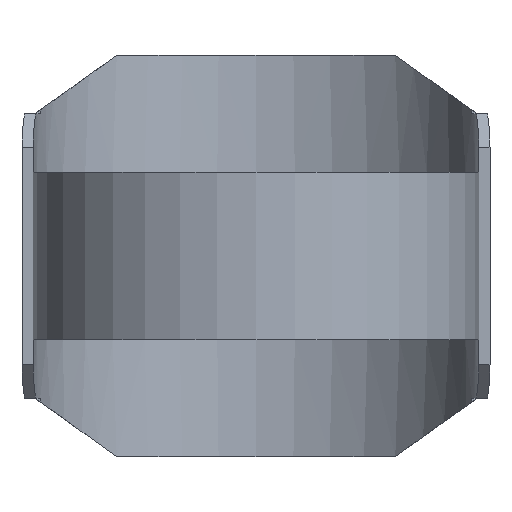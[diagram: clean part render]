
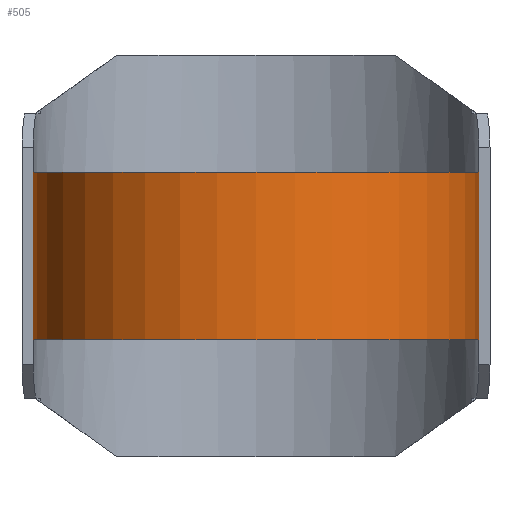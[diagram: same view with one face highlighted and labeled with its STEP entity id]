
A CAD part, front view. The second image highlights one B-rep face of the part: STEP entity #505.
In plain terms, the highlighted cylindrical face has radius 80 mm (diameter 160 mm), a partial arc.
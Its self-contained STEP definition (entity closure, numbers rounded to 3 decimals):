
#241 = VERTEX_POINT( '', #640 );
#243 = VERTEX_POINT( '', #642 );
#259 = VERTEX_POINT( '', #660 );
#267 = EDGE_CURVE( '', #429, #243, #668, .T. );
#273 = EDGE_CURVE( '', #241, #259, #674, .T. );
#295 = EDGE_CURVE( '', #429, #241, #699, .T. );
#357 = EDGE_CURVE( '', #259, #243, #767, .T. );
#429 = VERTEX_POINT( '', #843 );
#505 = ADVANCED_FACE( '', ( #927 ), #928, .T. );
#640 = CARTESIAN_POINT( '', ( -80., 0., -30. ) );
#642 = CARTESIAN_POINT( '', ( 80., 0., 30. ) );
#660 = CARTESIAN_POINT( '', ( 80., 0., -30. ) );
#668 = CIRCLE( '', #1109, 80. );
#674 = CIRCLE( '', #1118, 80. );
#699 = LINE( '', #1185, #1186 );
#767 = LINE( '', #1346, #1347 );
#843 = CARTESIAN_POINT( '', ( -80., 0., 30. ) );
#927 = FACE_OUTER_BOUND( '', #1623, .T. );
#928 = CYLINDRICAL_SURFACE( '', #1624, 80. );
#1109 = AXIS2_PLACEMENT_3D( '', #1849, #1850, #1851 );
#1118 = AXIS2_PLACEMENT_3D( '', #1858, #1859, #1860 );
#1185 = CARTESIAN_POINT( '', ( -80., 0., 0. ) );
#1186 = VECTOR( '', #1887, 1. );
#1346 = CARTESIAN_POINT( '', ( 80., 0., 0. ) );
#1347 = VECTOR( '', #1977, 1. );
#1623 = EDGE_LOOP( '', ( #2154, #2155, #2156, #2157 ) );
#1624 = AXIS2_PLACEMENT_3D( '', #2158, #2159, #2160 );
#1849 = CARTESIAN_POINT( '', ( 0., 0., 30. ) );
#1850 = DIRECTION( '', ( 0., 0., 1. ) );
#1851 = DIRECTION( '', ( 1., 0., 0. ) );
#1858 = CARTESIAN_POINT( '', ( 0., 0., -30. ) );
#1859 = DIRECTION( '', ( 0., 0., 1. ) );
#1860 = DIRECTION( '', ( 1., 0., 0. ) );
#1887 = DIRECTION( '', ( 0., 0., -1. ) );
#1977 = DIRECTION( '', ( 0., 0., 1. ) );
#2154 = ORIENTED_EDGE( '', *, *, #357, .T. );
#2155 = ORIENTED_EDGE( '', *, *, #267, .F. );
#2156 = ORIENTED_EDGE( '', *, *, #295, .T. );
#2157 = ORIENTED_EDGE( '', *, *, #273, .T. );
#2158 = CARTESIAN_POINT( '', ( 0., 0., 30. ) );
#2159 = DIRECTION( '', ( 0., 0., 1. ) );
#2160 = DIRECTION( '', ( 1., 0., 0. ) );
